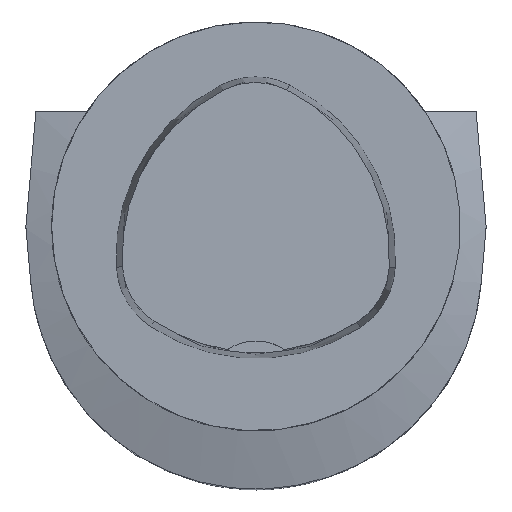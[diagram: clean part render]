
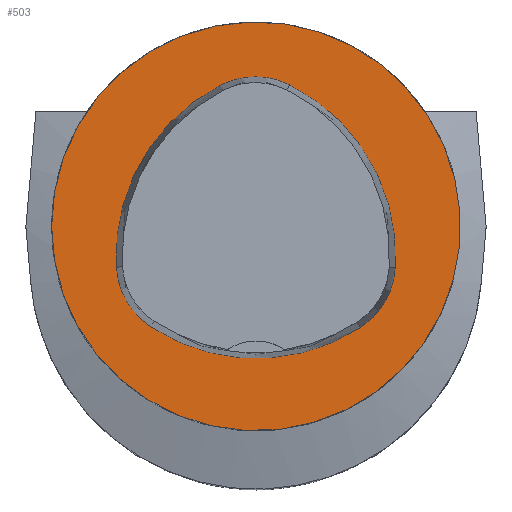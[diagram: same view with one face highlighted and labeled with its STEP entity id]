
A CAD part, top view. The second image highlights one B-rep face of the part: STEP entity #503.
In plain terms, the highlighted planar face has unit normal (0, 0, 1).
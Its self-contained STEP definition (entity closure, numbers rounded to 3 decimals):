
#143=PLANE('',#1671);
#503=ADVANCED_FACE('',(#591,#592),#143,.T.);
#559=CIRCLE('',#1640,16.);
#561=CIRCLE('',#1649,15.);
#563=CIRCLE('',#1652,6.);
#565=CIRCLE('',#1655,15.);
#567=CIRCLE('',#1658,6.);
#571=CIRCLE('',#1663,15.);
#573=CIRCLE('',#1666,6.);
#591=FACE_BOUND('',#651,.T.);
#592=FACE_BOUND('',#652,.T.);
#651=EDGE_LOOP('',(#1042,#1043,#1044,#1045,#1046,#1047));
#652=EDGE_LOOP('',(#1048));
#1042=ORIENTED_EDGE('',*,*,#1496,.T.);
#1043=ORIENTED_EDGE('',*,*,#1476,.T.);
#1044=ORIENTED_EDGE('',*,*,#1480,.T.);
#1045=ORIENTED_EDGE('',*,*,#1483,.T.);
#1046=ORIENTED_EDGE('',*,*,#1486,.T.);
#1047=ORIENTED_EDGE('',*,*,#1494,.T.);
#1048=ORIENTED_EDGE('',*,*,#1458,.F.);
#1279=VERTEX_POINT('',#3029);
#1294=VERTEX_POINT('',#3089);
#1295=VERTEX_POINT('',#3090);
#1298=VERTEX_POINT('',#3098);
#1300=VERTEX_POINT('',#3104);
#1302=VERTEX_POINT('',#3110);
#1309=VERTEX_POINT('',#3131);
#1458=EDGE_CURVE('',#1279,#1279,#559,.T.);
#1476=EDGE_CURVE('',#1294,#1295,#561,.T.);
#1480=EDGE_CURVE('',#1295,#1298,#563,.T.);
#1483=EDGE_CURVE('',#1298,#1300,#565,.T.);
#1486=EDGE_CURVE('',#1300,#1302,#567,.T.);
#1494=EDGE_CURVE('',#1302,#1309,#571,.T.);
#1496=EDGE_CURVE('',#1309,#1294,#573,.T.);
#1640=AXIS2_PLACEMENT_3D('',#3028,#1892,#1893);
#1649=AXIS2_PLACEMENT_3D('',#3088,#1914,#1915);
#1652=AXIS2_PLACEMENT_3D('',#3097,#1922,#1923);
#1655=AXIS2_PLACEMENT_3D('',#3103,#1929,#1930);
#1658=AXIS2_PLACEMENT_3D('',#3109,#1936,#1937);
#1663=AXIS2_PLACEMENT_3D('',#3132,#1948,#1949);
#1666=AXIS2_PLACEMENT_3D('',#3135,#1954,#1955);
#1671=AXIS2_PLACEMENT_3D('',#3140,#1964,#1965);
#1892=DIRECTION('',(0.,0.,-1.));
#1893=DIRECTION('',(-1.,0.,0.));
#1914=DIRECTION('',(0.,0.,-1.));
#1915=DIRECTION('',(-1.,0.,0.));
#1922=DIRECTION('',(0.,0.,-1.));
#1923=DIRECTION('',(-1.,0.,0.));
#1929=DIRECTION('',(0.,0.,-1.));
#1930=DIRECTION('',(-1.,0.,0.));
#1936=DIRECTION('',(0.,0.,-1.));
#1937=DIRECTION('',(-1.,0.,0.));
#1948=DIRECTION('',(0.,0.,-1.));
#1949=DIRECTION('',(-1.,0.,0.));
#1954=DIRECTION('',(0.,0.,-1.));
#1955=DIRECTION('',(-1.,0.,0.));
#1964=DIRECTION('',(0.,0.,1.));
#1965=DIRECTION('',(1.,0.,0.));
#3028=CARTESIAN_POINT('',(0.,0.,0.));
#3029=CARTESIAN_POINT('',(-16.,0.,0.));
#3088=CARTESIAN_POINT('',(4.048,-2.316,0.));
#3089=CARTESIAN_POINT('',(-10.926,-3.206,0.));
#3090=CARTESIAN_POINT('',(-2.774,11.043,0.));
#3097=CARTESIAN_POINT('',(-0.045,5.7,0.));
#3098=CARTESIAN_POINT('',(2.638,11.066,0.));
#3103=CARTESIAN_POINT('',(-4.07,-2.35,0.));
#3104=CARTESIAN_POINT('',(10.903,-3.249,0.));
#3109=CARTESIAN_POINT('',(4.914,-2.889,0.));
#3110=CARTESIAN_POINT('',(8.177,-7.924,0.));
#3131=CARTESIAN_POINT('',(-8.24,-7.859,0.));
#3132=CARTESIAN_POINT('',(0.019,4.663,0.));
#3135=CARTESIAN_POINT('',(-4.936,-2.85,0.));
#3140=CARTESIAN_POINT('',(0.,0.,0.));
